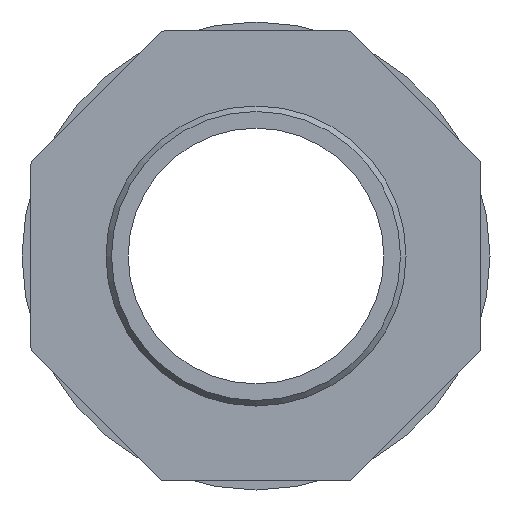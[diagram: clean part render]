
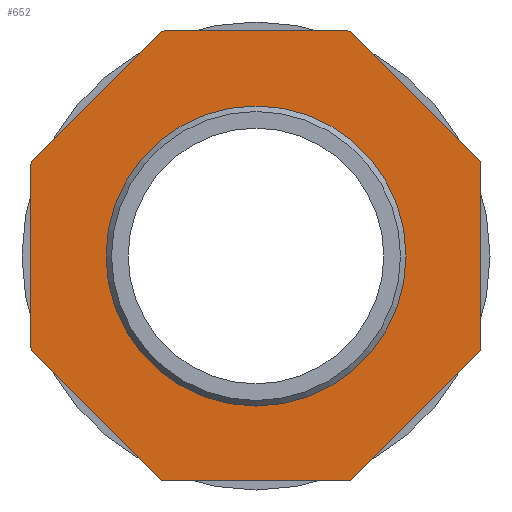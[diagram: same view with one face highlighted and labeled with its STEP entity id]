
A CAD part, left-side view. The second image highlights one B-rep face of the part: STEP entity #652.
In plain terms, the highlighted planar face has unit normal (-1, 0, 0).
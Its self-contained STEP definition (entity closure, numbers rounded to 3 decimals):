
#25=LINE('',#1028,#72);
#33=LINE('',#1048,#80);
#39=LINE('',#1065,#86);
#44=LINE('',#1081,#91);
#49=LINE('',#1097,#96);
#56=LINE('',#1126,#103);
#61=LINE('',#1148,#108);
#62=LINE('',#1150,#109);
#72=VECTOR('',#825,10.);
#80=VECTOR('',#841,10.);
#86=VECTOR('',#859,10.);
#91=VECTOR('',#876,10.);
#96=VECTOR('',#893,10.);
#103=VECTOR('',#926,10.);
#108=VECTOR('',#957,10.);
#109=VECTOR('',#960,10.);
#129=FACE_BOUND('',#211,.T.);
#167=FACE_OUTER_BOUND('',#210,.T.);
#210=EDGE_LOOP('',(#562,#563,#564,#565,#566,#567,#568,#569,#570,#571,#572,
#573,#574,#575,#576,#577));
#211=EDGE_LOOP('',(#578));
#228=CIRCLE('',#697,25.);
#230=CIRCLE('',#700,0.5);
#233=CIRCLE('',#706,0.5);
#236=CIRCLE('',#712,0.5);
#239=CIRCLE('',#718,0.5);
#242=CIRCLE('',#724,0.5);
#245=CIRCLE('',#730,0.5);
#248=CIRCLE('',#735,0.5);
#251=CIRCLE('',#741,0.5);
#270=VERTEX_POINT('',#1008);
#273=VERTEX_POINT('',#1015);
#274=VERTEX_POINT('',#1017);
#277=VERTEX_POINT('',#1027);
#281=VERTEX_POINT('',#1036);
#282=VERTEX_POINT('',#1038);
#285=VERTEX_POINT('',#1046);
#287=VERTEX_POINT('',#1055);
#290=VERTEX_POINT('',#1063);
#292=VERTEX_POINT('',#1071);
#295=VERTEX_POINT('',#1079);
#297=VERTEX_POINT('',#1087);
#300=VERTEX_POINT('',#1095);
#302=VERTEX_POINT('',#1103);
#306=VERTEX_POINT('',#1114);
#307=VERTEX_POINT('',#1116);
#309=VERTEX_POINT('',#1125);
#331=EDGE_CURVE('',#270,#270,#228,.T.);
#335=EDGE_CURVE('',#273,#274,#230,.T.);
#340=EDGE_CURVE('',#274,#277,#25,.T.);
#345=EDGE_CURVE('',#281,#282,#233,.T.);
#350=EDGE_CURVE('',#285,#281,#33,.T.);
#355=EDGE_CURVE('',#287,#285,#236,.T.);
#359=EDGE_CURVE('',#290,#287,#39,.T.);
#363=EDGE_CURVE('',#292,#290,#239,.T.);
#367=EDGE_CURVE('',#295,#292,#44,.T.);
#371=EDGE_CURVE('',#297,#295,#242,.T.);
#375=EDGE_CURVE('',#300,#297,#49,.T.);
#378=EDGE_CURVE('',#277,#302,#245,.T.);
#384=EDGE_CURVE('',#306,#307,#248,.T.);
#389=EDGE_CURVE('',#307,#309,#56,.T.);
#393=EDGE_CURVE('',#309,#300,#251,.T.);
#401=EDGE_CURVE('',#302,#306,#61,.T.);
#402=EDGE_CURVE('',#282,#273,#62,.T.);
#562=ORIENTED_EDGE('',*,*,#335,.F.);
#563=ORIENTED_EDGE('',*,*,#402,.F.);
#564=ORIENTED_EDGE('',*,*,#345,.F.);
#565=ORIENTED_EDGE('',*,*,#350,.F.);
#566=ORIENTED_EDGE('',*,*,#355,.F.);
#567=ORIENTED_EDGE('',*,*,#359,.F.);
#568=ORIENTED_EDGE('',*,*,#363,.F.);
#569=ORIENTED_EDGE('',*,*,#367,.F.);
#570=ORIENTED_EDGE('',*,*,#371,.F.);
#571=ORIENTED_EDGE('',*,*,#375,.F.);
#572=ORIENTED_EDGE('',*,*,#393,.F.);
#573=ORIENTED_EDGE('',*,*,#389,.F.);
#574=ORIENTED_EDGE('',*,*,#384,.F.);
#575=ORIENTED_EDGE('',*,*,#401,.F.);
#576=ORIENTED_EDGE('',*,*,#378,.F.);
#577=ORIENTED_EDGE('',*,*,#340,.F.);
#578=ORIENTED_EDGE('',*,*,#331,.T.);
#605=PLANE('',#753);
#652=ADVANCED_FACE('',(#167,#129),#605,.T.);
#697=AXIS2_PLACEMENT_3D('',#1009,#806,#807);
#700=AXIS2_PLACEMENT_3D('',#1018,#814,#815);
#706=AXIS2_PLACEMENT_3D('',#1039,#833,#834);
#712=AXIS2_PLACEMENT_3D('',#1057,#852,#853);
#718=AXIS2_PLACEMENT_3D('',#1073,#869,#870);
#724=AXIS2_PLACEMENT_3D('',#1089,#886,#887);
#730=AXIS2_PLACEMENT_3D('',#1104,#902,#903);
#735=AXIS2_PLACEMENT_3D('',#1117,#915,#916);
#741=AXIS2_PLACEMENT_3D('',#1132,#933,#934);
#753=AXIS2_PLACEMENT_3D('',#1151,#961,#962);
#806=DIRECTION('center_axis',(1.,0.,0.));
#807=DIRECTION('ref_axis',(0.,0.,-1.));
#814=DIRECTION('center_axis',(1.,0.,0.));
#815=DIRECTION('ref_axis',(0.,-0.924,-0.383));
#825=DIRECTION('',(0.,0.707,-0.707));
#833=DIRECTION('center_axis',(1.,0.,0.));
#834=DIRECTION('ref_axis',(0.,-0.924,0.383));
#841=DIRECTION('',(0.,-0.707,-0.707));
#852=DIRECTION('center_axis',(1.,0.,0.));
#853=DIRECTION('ref_axis',(0.,-0.383,0.924));
#859=DIRECTION('',(0.,-1.,0.));
#869=DIRECTION('center_axis',(1.,0.,0.));
#870=DIRECTION('ref_axis',(0.,0.383,0.924));
#876=DIRECTION('',(0.,-0.707,0.707));
#886=DIRECTION('center_axis',(1.,0.,0.));
#887=DIRECTION('ref_axis',(0.,0.924,0.383));
#893=DIRECTION('',(0.,0.,1.));
#902=DIRECTION('center_axis',(1.,0.,0.));
#903=DIRECTION('ref_axis',(0.,-0.383,-0.924));
#915=DIRECTION('center_axis',(1.,0.,0.));
#916=DIRECTION('ref_axis',(0.,0.383,-0.924));
#926=DIRECTION('',(0.,0.707,0.707));
#933=DIRECTION('center_axis',(1.,0.,0.));
#934=DIRECTION('ref_axis',(0.,0.924,-0.383));
#957=DIRECTION('',(0.,1.,0.));
#960=DIRECTION('',(0.,0.,-1.));
#961=DIRECTION('center_axis',(-1.,0.,0.));
#962=DIRECTION('ref_axis',(0.,0.,1.));
#1008=CARTESIAN_POINT('',(-5.,-25.,0.));
#1009=CARTESIAN_POINT('Origin',(-5.,0.,0.));
#1015=CARTESIAN_POINT('',(-5.,-37.5,-15.326));
#1017=CARTESIAN_POINT('',(-5.,-37.354,-15.679));
#1018=CARTESIAN_POINT('Origin',(-5.,-37.,-15.326));
#1027=CARTESIAN_POINT('',(-5.,-15.679,-37.354));
#1028=CARTESIAN_POINT('',(-5.,-37.5,-15.533));
#1036=CARTESIAN_POINT('',(-5.,-37.354,15.679));
#1038=CARTESIAN_POINT('',(-5.,-37.5,15.326));
#1039=CARTESIAN_POINT('Origin',(-5.,-37.,15.326));
#1046=CARTESIAN_POINT('',(-5.,-15.679,37.354));
#1048=CARTESIAN_POINT('',(-5.,-15.533,37.5));
#1055=CARTESIAN_POINT('',(-5.,-15.326,37.5));
#1057=CARTESIAN_POINT('Origin',(-5.,-15.326,37.));
#1063=CARTESIAN_POINT('',(-5.,15.326,37.5));
#1065=CARTESIAN_POINT('',(-5.,15.533,37.5));
#1071=CARTESIAN_POINT('',(-5.,15.679,37.354));
#1073=CARTESIAN_POINT('Origin',(-5.,15.326,37.));
#1079=CARTESIAN_POINT('',(-5.,37.354,15.679));
#1081=CARTESIAN_POINT('',(-5.,37.5,15.533));
#1087=CARTESIAN_POINT('',(-5.,37.5,15.326));
#1089=CARTESIAN_POINT('Origin',(-5.,37.,15.326));
#1095=CARTESIAN_POINT('',(-5.,37.5,-15.326));
#1097=CARTESIAN_POINT('',(-5.,37.5,-15.533));
#1103=CARTESIAN_POINT('',(-5.,-15.326,-37.5));
#1104=CARTESIAN_POINT('Origin',(-5.,-15.326,-37.));
#1114=CARTESIAN_POINT('',(-5.,15.326,-37.5));
#1116=CARTESIAN_POINT('',(-5.,15.679,-37.354));
#1117=CARTESIAN_POINT('Origin',(-5.,15.326,-37.));
#1125=CARTESIAN_POINT('',(-5.,37.354,-15.679));
#1126=CARTESIAN_POINT('',(-5.,15.533,-37.5));
#1132=CARTESIAN_POINT('Origin',(-5.,37.,-15.326));
#1148=CARTESIAN_POINT('',(-5.,-15.533,-37.5));
#1150=CARTESIAN_POINT('',(-5.,-37.5,15.533));
#1151=CARTESIAN_POINT('Origin',(-5.,35.,0.));
